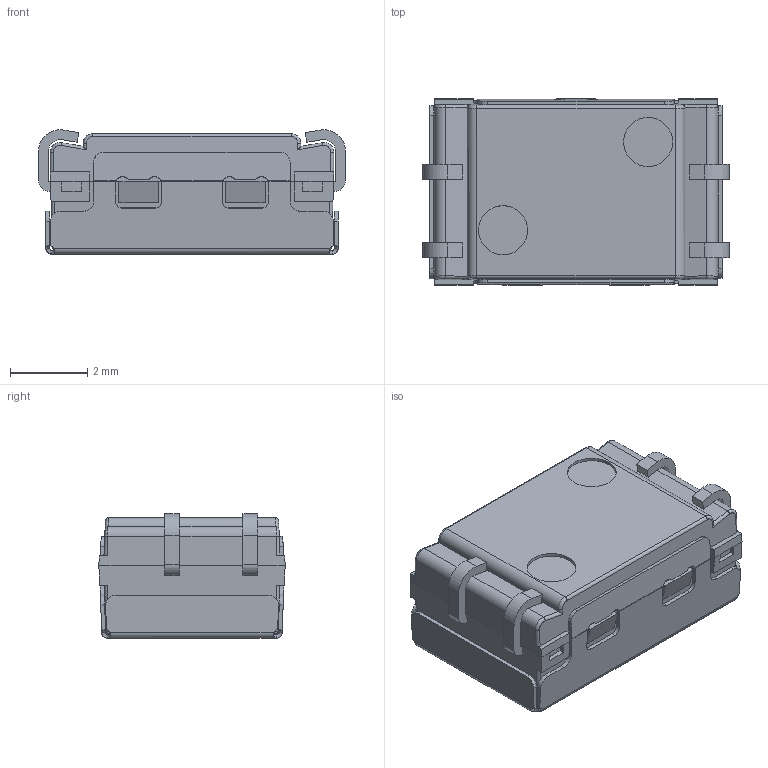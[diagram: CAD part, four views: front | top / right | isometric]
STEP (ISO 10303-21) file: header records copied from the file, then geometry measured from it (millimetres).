
FILE_DESCRIPTION((''),'2;1');
FILE_NAME('9901-J (A).stp','2012-09-17T09:21:42',('odafonseca'),(''),'Autodesk Inventor 2011','Autodesk Inventor 2011','');
FILE_SCHEMA(('AUTOMOTIVE_DESIGN { 1 0 10303 214 1 1 1 1 }'));
Length unit declared in the file: inch
Products named in the file (1): 9901-J (A)
Bounding box: 7.95 x 4.83 x 3.23 mm (x, y, z)
Volume: 70.1 mm3; surface area: 316.6 mm2
Topology: 1 solids, 4 shells, 546 faces, 1473 edges, 952 vertices
Faces by surface type: plane 267, bspline 164, cylinder 111, sphere 4
Full cylindrical faces by diameter (mm): 0.889 x1, 1.27 x2, 1.999 x2
Entity records: 20150 total; most frequent: CARTESIAN_POINT 6873, ORIENTED_EDGE 2928, DIRECTION 2096, EDGE_CURVE 1464, VERTEX_POINT 952, VECTOR 926, LINE 926, AXIS2_PLACEMENT_3D 585
